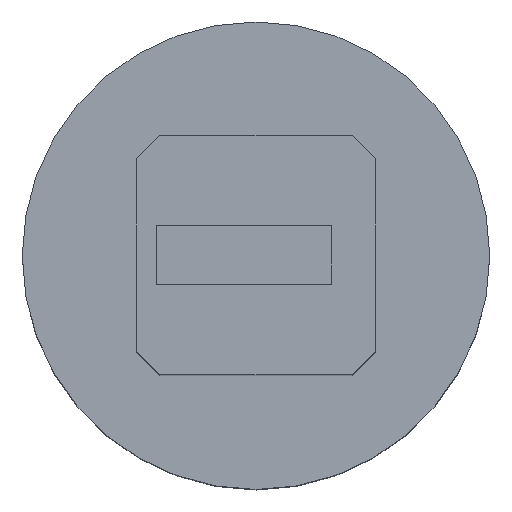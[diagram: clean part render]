
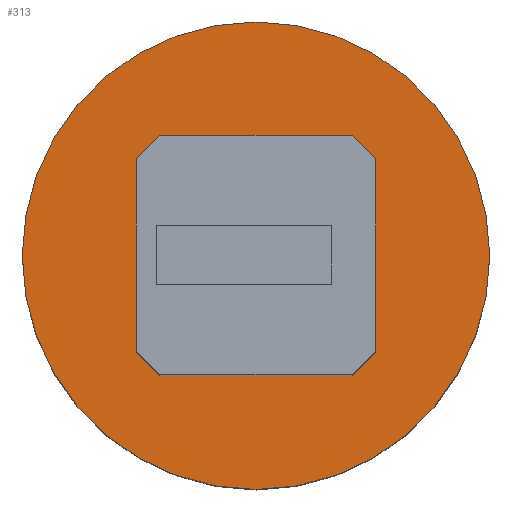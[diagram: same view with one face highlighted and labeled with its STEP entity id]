
A CAD part, top view. The second image highlights one B-rep face of the part: STEP entity #313.
In plain terms, the highlighted planar face has unit normal (0, 0, 1).
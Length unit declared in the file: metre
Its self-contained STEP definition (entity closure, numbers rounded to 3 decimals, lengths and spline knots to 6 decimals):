
#12=CIRCLE('',#345,0.004);
#64=ORIENTED_EDGE('',*,*,#125,.F.);
#65=ORIENTED_EDGE('',*,*,#123,.F.);
#66=ORIENTED_EDGE('',*,*,#121,.F.);
#67=ORIENTED_EDGE('',*,*,#119,.T.);
#68=ORIENTED_EDGE('',*,*,#117,.F.);
#69=ORIENTED_EDGE('',*,*,#105,.T.);
#70=ORIENTED_EDGE('',*,*,#99,.F.);
#71=ORIENTED_EDGE('',*,*,#103,.F.);
#72=ORIENTED_EDGE('',*,*,#126,.F.);
#99=EDGE_CURVE('',#138,#140,#167,.T.);
#103=EDGE_CURVE('',#142,#138,#171,.T.);
#105=EDGE_CURVE('',#144,#140,#173,.T.);
#117=EDGE_CURVE('',#144,#154,#185,.T.);
#119=EDGE_CURVE('',#155,#154,#187,.T.);
#121=EDGE_CURVE('',#155,#156,#189,.T.);
#123=EDGE_CURVE('',#156,#157,#191,.T.);
#125=EDGE_CURVE('',#157,#142,#193,.T.);
#126=EDGE_CURVE('',#158,#158,#12,.T.);
#138=VERTEX_POINT('',#445);
#140=VERTEX_POINT('',#448);
#142=VERTEX_POINT('',#454);
#144=VERTEX_POINT('',#460);
#154=VERTEX_POINT('',#484);
#155=VERTEX_POINT('',#488);
#156=VERTEX_POINT('',#492);
#157=VERTEX_POINT('',#496);
#158=VERTEX_POINT('',#502);
#167=LINE('',#447,#203);
#171=LINE('',#456,#207);
#173=LINE('',#459,#209);
#185=LINE('',#483,#221);
#187=LINE('',#487,#223);
#189=LINE('',#491,#225);
#191=LINE('',#495,#227);
#193=LINE('',#499,#229);
#203=VECTOR('',#363,1.);
#207=VECTOR('',#369,1.);
#209=VECTOR('',#373,1.);
#221=VECTOR('',#389,1.);
#223=VECTOR('',#393,1.);
#225=VECTOR('',#397,1.);
#227=VECTOR('',#401,1.);
#229=VECTOR('',#405,1.);
#250=EDGE_LOOP('',(#64,#65,#66,#67,#68,#69,#70,#71));
#251=EDGE_LOOP('',(#72));
#274=FACE_BOUND('',#250,.T.);
#275=FACE_BOUND('',#251,.T.);
#295=PLANE('',#347);
#313=ADVANCED_FACE('',(#274,#275),#295,.F.);
#345=AXIS2_PLACEMENT_3D('',#501,#408,#409);
#347=AXIS2_PLACEMENT_3D('',#505,#412,#413);
#363=DIRECTION('',(-0.707,0.707,0.));
#369=DIRECTION('',(0.,1.,0.));
#373=DIRECTION('',(1.,0.,0.));
#389=DIRECTION('',(-0.707,-0.707,0.));
#393=DIRECTION('',(0.,1.,0.));
#397=DIRECTION('',(0.707,-0.707,0.));
#401=DIRECTION('',(1.,0.,0.));
#405=DIRECTION('',(0.707,0.707,0.));
#408=DIRECTION('',(0.,0.,-1.));
#409=DIRECTION('',(-1.,0.,0.));
#412=DIRECTION('',(0.,0.,-1.));
#413=DIRECTION('',(1.,0.,0.));
#445=CARTESIAN_POINT('',(0.14327,-0.07715,0.0121));
#447=CARTESIAN_POINT('',(0.14327,-0.07715,0.0121));
#448=CARTESIAN_POINT('',(0.14287,-0.07675,0.0121));
#454=CARTESIAN_POINT('',(0.14327,-0.08045,0.0121));
#456=CARTESIAN_POINT('',(0.14327,-0.0788,0.0121));
#459=CARTESIAN_POINT('',(0.14122,-0.07675,0.0121));
#460=CARTESIAN_POINT('',(0.13957,-0.07675,0.0121));
#483=CARTESIAN_POINT('',(0.13957,-0.07675,0.0121));
#484=CARTESIAN_POINT('',(0.13917,-0.07715,0.0121));
#487=CARTESIAN_POINT('',(0.13917,-0.0788,0.0121));
#488=CARTESIAN_POINT('',(0.13917,-0.08045,0.0121));
#491=CARTESIAN_POINT('',(0.13917,-0.08045,0.0121));
#492=CARTESIAN_POINT('',(0.13957,-0.08085,0.0121));
#495=CARTESIAN_POINT('',(0.14122,-0.08085,0.0121));
#496=CARTESIAN_POINT('',(0.14287,-0.08085,0.0121));
#499=CARTESIAN_POINT('',(0.14287,-0.08085,0.0121));
#501=CARTESIAN_POINT('',(0.14122,-0.0788,0.0121));
#502=CARTESIAN_POINT('',(0.13722,-0.0788,0.0121));
#505=CARTESIAN_POINT('',(0.15337,-0.0788,0.0121));
